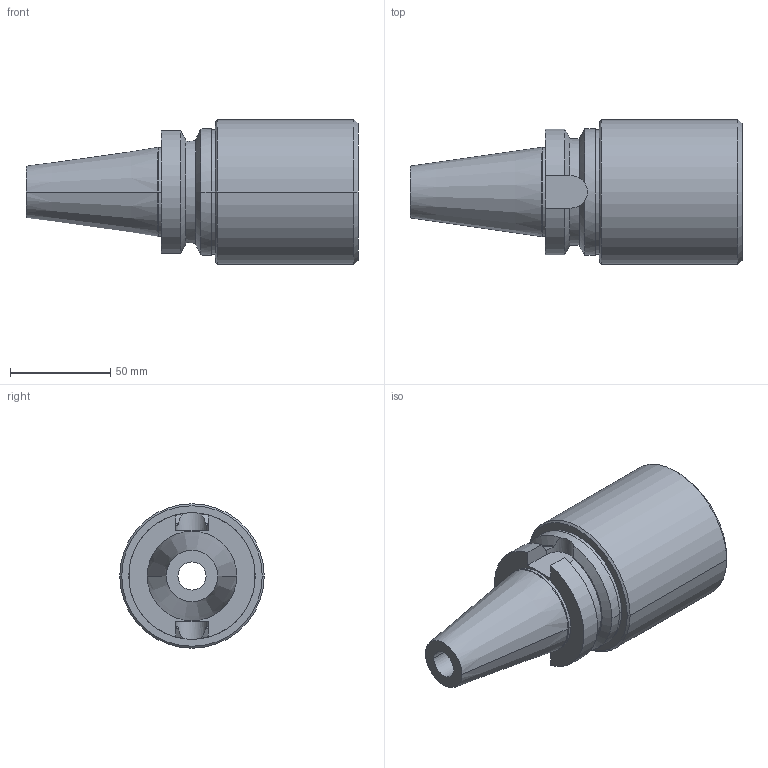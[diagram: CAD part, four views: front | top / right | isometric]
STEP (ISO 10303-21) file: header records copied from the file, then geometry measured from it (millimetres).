
FILE_DESCRIPTION((''),'2;1');
FILE_NAME('80531132','2020-09-21T08:53:34',('thiemer'),(''),'CREO PARAMETRIC BY PTC INC, 2018400','CREO PARAMETRIC BY PTC INC, 2018400','');
FILE_SCHEMA(('AUTOMOTIVE_DESIGN { 1 0 10303 214 1 1 1 1 }'));
Length unit declared in the file: millimetre
Products named in the file (1): 80531132
Bounding box: 165.4 x 72 x 72 mm (x, y, z)
Volume: 356621.4 mm3; surface area: 48117.9 mm2
Topology: 1 solids, 1 shells, 47 faces, 114 edges, 74 vertices
Faces by surface type: cylinder 18, plane 17, cone 12
Entity records: 2272 total; most frequent: CARTESIAN_POINT 373, DIRECTION 282, ORIENTED_EDGE 228, PRESENTATION_STYLE_ASSIGNMENT 138, STYLED_ITEM 138, CURVE_STYLE 137, EDGE_CURVE 114, AXIS2_PLACEMENT_3D 111
